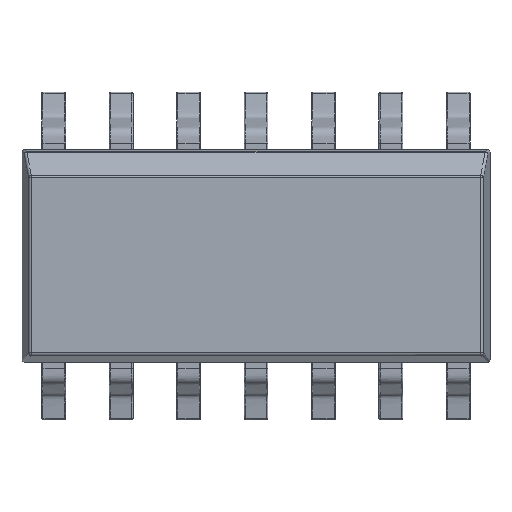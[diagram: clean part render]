
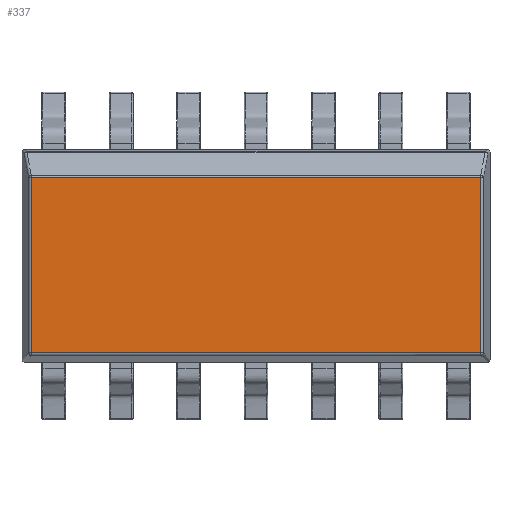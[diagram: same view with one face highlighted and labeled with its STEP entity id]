
A CAD part, top view. The second image highlights one B-rep face of the part: STEP entity #337.
In plain terms, the highlighted planar face has unit normal (0, 0, 1).
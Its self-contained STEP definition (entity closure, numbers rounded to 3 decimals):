
#337=ADVANCED_FACE('',(#967),#17378,.T.);
#967=FACE_OUTER_BOUND('',#1597,.T.);
#1597=EDGE_LOOP('',(#2276,#2277,#2278,#2279));
#2276=ORIENTED_EDGE('',*,*,#11923,.T.);
#2277=ORIENTED_EDGE('',*,*,#11924,.T.);
#2278=ORIENTED_EDGE('',*,*,#11925,.T.);
#2279=ORIENTED_EDGE('',*,*,#11926,.T.);
#5548=PCURVE('',#17378,#8098);
#5549=PCURVE('',#17378,#8099);
#5550=PCURVE('',#17378,#8100);
#5551=PCURVE('',#17378,#8101);
#5566=PCURVE('',#16926,#8116);
#5601=PCURVE('',#16935,#8151);
#5646=PCURVE('',#16946,#8196);
#5674=PCURVE('',#16953,#8224);
#8098=DEFINITIONAL_REPRESENTATION('',(#13237),#45011);
#8099=DEFINITIONAL_REPRESENTATION('',(#13239),#45011);
#8100=DEFINITIONAL_REPRESENTATION('',(#13241),#45011);
#8101=DEFINITIONAL_REPRESENTATION('',(#13243),#45011);
#8116=DEFINITIONAL_REPRESENTATION('',(#13258),#45011);
#8151=DEFINITIONAL_REPRESENTATION('',(#13293),#45011);
#8196=DEFINITIONAL_REPRESENTATION('',(#13338),#45011);
#8224=DEFINITIONAL_REPRESENTATION('',(#13366),#45011);
#10648=SURFACE_CURVE('',#13236,(#5548,#5674),.PCURVE_S1.);
#10649=SURFACE_CURVE('',#13238,(#5549,#5566),.PCURVE_S1.);
#10650=SURFACE_CURVE('',#13240,(#5550,#5646),.PCURVE_S1.);
#10651=SURFACE_CURVE('',#13242,(#5551,#5601),.PCURVE_S1.);
#11923=EDGE_CURVE('',#16301,#16302,#10648,.T.);
#11924=EDGE_CURVE('',#16302,#16304,#10649,.T.);
#11925=EDGE_CURVE('',#16304,#16303,#10650,.T.);
#11926=EDGE_CURVE('',#16303,#16301,#10651,.T.);
#13236=B_SPLINE_CURVE_WITH_KNOTS('',1,(#18310,#18311),.UNSPECIFIED.,.F.,
 .F.,(2,2),(0.042,8.504),.UNSPECIFIED.);
#13237=B_SPLINE_CURVE_WITH_KNOTS('',3,(#18312,#18313,#18314,#18315),
 .UNSPECIFIED.,.F.,.F.,(4,4),(0.042,8.504),
 .UNSPECIFIED.);
#13238=B_SPLINE_CURVE_WITH_KNOTS('',1,(#18316,#18317),.UNSPECIFIED.,.F.,
 .F.,(2,2),(0.042,3.346),.UNSPECIFIED.);
#13239=B_SPLINE_CURVE_WITH_KNOTS('',3,(#18318,#18319,#18320,#18321),
 .UNSPECIFIED.,.F.,.F.,(4,4),(0.042,3.346),
 .UNSPECIFIED.);
#13240=B_SPLINE_CURVE_WITH_KNOTS('',1,(#18322,#18323),.UNSPECIFIED.,.F.,
 .F.,(2,2),(0.042,8.504),.UNSPECIFIED.);
#13241=B_SPLINE_CURVE_WITH_KNOTS('',3,(#18324,#18325,#18326,#18327),
 .UNSPECIFIED.,.F.,.F.,(4,4),(0.042,8.504),
 .UNSPECIFIED.);
#13242=B_SPLINE_CURVE_WITH_KNOTS('',1,(#18328,#18329),.UNSPECIFIED.,.F.,
 .F.,(2,2),(-3.346,-0.042),.UNSPECIFIED.);
#13243=B_SPLINE_CURVE_WITH_KNOTS('',3,(#18330,#18331,#18332,#18333),
 .UNSPECIFIED.,.F.,.F.,(4,4),(-3.346,-0.042),
 .UNSPECIFIED.);
#13258=B_SPLINE_CURVE_WITH_KNOTS('',1,(#18383,#18384),.UNSPECIFIED.,.F.,
 .F.,(2,2),(0.042,3.346),.UNSPECIFIED.);
#13293=B_SPLINE_CURVE_WITH_KNOTS('',1,(#18507,#18508),.UNSPECIFIED.,.F.,
 .F.,(2,2),(-3.346,-0.042),.UNSPECIFIED.);
#13338=B_SPLINE_CURVE_WITH_KNOTS('',1,(#18663,#18664),.UNSPECIFIED.,.F.,
 .F.,(2,2),(0.042,8.504),.UNSPECIFIED.);
#13366=B_SPLINE_CURVE_WITH_KNOTS('',1,(#18761,#18762),.UNSPECIFIED.,.F.,
 .F.,(2,2),(0.042,8.504),.UNSPECIFIED.);
#16301=VERTEX_POINT('',#17958);
#16302=VERTEX_POINT('',#17959);
#16303=VERTEX_POINT('',#17960);
#16304=VERTEX_POINT('',#17961);
#16926=(
BOUNDED_SURFACE()
B_SPLINE_SURFACE(1,2,((#17570,#17571,#17572),(#17573,#17574,#17575)),
 .UNSPECIFIED.,.F.,.F.,.F.)
B_SPLINE_SURFACE_WITH_KNOTS((2,2),(3,3),(-1.01,4.378),
(0.,0.07),.UNSPECIFIED.)
GEOMETRIC_REPRESENTATION_ITEM()
RATIONAL_B_SPLINE_SURFACE(((1.,0.766,1.),(1.,0.766,
1.)))
REPRESENTATION_ITEM('')
SURFACE()
);
#16935=(
BOUNDED_SURFACE()
B_SPLINE_SURFACE(2,1,((#17624,#17625),(#17626,#17627),(#17628,#17629)),
 .UNSPECIFIED.,.F.,.F.,.F.)
B_SPLINE_SURFACE_WITH_KNOTS((3,3),(2,2),(0.,0.07),(-1.01,
4.378),.UNSPECIFIED.)
GEOMETRIC_REPRESENTATION_ITEM()
RATIONAL_B_SPLINE_SURFACE(((1.,1.),(0.766,0.766),
(1.,1.)))
REPRESENTATION_ITEM('')
SURFACE()
);
#16946=(
BOUNDED_SURFACE()
B_SPLINE_SURFACE(1,2,((#17690,#17691,#17692),(#17693,#17694,#17695)),
 .UNSPECIFIED.,.F.,.F.,.F.)
B_SPLINE_SURFACE_WITH_KNOTS((2,2),(3,3),(-1.01,9.546),
(0.,0.042),.UNSPECIFIED.)
GEOMETRIC_REPRESENTATION_ITEM()
RATIONAL_B_SPLINE_SURFACE(((1.,0.915,1.),(1.,0.915,
1.)))
REPRESENTATION_ITEM('')
SURFACE()
);
#16953=(
BOUNDED_SURFACE()
B_SPLINE_SURFACE(1,2,((#17732,#17733,#17734),(#17735,#17736,#17737)),
 .UNSPECIFIED.,.F.,.F.,.F.)
B_SPLINE_SURFACE_WITH_KNOTS((2,2),(3,3),(-1.,9.556),
(0.,0.07),.UNSPECIFIED.)
GEOMETRIC_REPRESENTATION_ITEM()
RATIONAL_B_SPLINE_SURFACE(((1.,0.766,1.),(1.,0.766,
1.)))
REPRESENTATION_ITEM('')
SURFACE()
);
#17378=PLANE('',#17447);
#17447=AXIS2_PLACEMENT_3D('',#17551,#17499,$);
#17499=DIRECTION('',(0.,0.,1.));
#17551=CARTESIAN_POINT('',(12.48,-1.868,2.));
#17570=CARTESIAN_POINT('',(4.28,-2.878,1.959));
#17571=CARTESIAN_POINT('',(4.273,-2.878,2.));
#17572=CARTESIAN_POINT('',(4.231,-2.878,2.));
#17573=CARTESIAN_POINT('',(4.28,2.51,1.959));
#17574=CARTESIAN_POINT('',(4.273,2.51,2.));
#17575=CARTESIAN_POINT('',(4.231,2.51,2.));
#17624=CARTESIAN_POINT('',(-4.28,-2.878,1.959));
#17625=CARTESIAN_POINT('',(-4.28,2.51,1.959));
#17626=CARTESIAN_POINT('',(-4.273,-2.878,2.));
#17627=CARTESIAN_POINT('',(-4.273,2.51,2.));
#17628=CARTESIAN_POINT('',(-4.231,-2.878,2.));
#17629=CARTESIAN_POINT('',(-4.231,2.51,2.));
#17690=CARTESIAN_POINT('',(5.283,1.515,1.984));
#17691=CARTESIAN_POINT('',(5.283,1.5,2.));
#17692=CARTESIAN_POINT('',(5.283,1.478,2.));
#17693=CARTESIAN_POINT('',(-5.273,1.515,1.984));
#17694=CARTESIAN_POINT('',(-5.273,1.5,2.));
#17695=CARTESIAN_POINT('',(-5.273,1.478,2.));
#17732=CARTESIAN_POINT('',(-5.273,-1.875,1.959));
#17733=CARTESIAN_POINT('',(-5.273,-1.868,2.));
#17734=CARTESIAN_POINT('',(-5.273,-1.826,2.));
#17735=CARTESIAN_POINT('',(5.283,-1.875,1.959));
#17736=CARTESIAN_POINT('',(5.283,-1.868,2.));
#17737=CARTESIAN_POINT('',(5.283,-1.826,2.));
#17958=CARTESIAN_POINT('',(-4.231,-1.826,2.));
#17959=CARTESIAN_POINT('',(4.231,-1.826,2.));
#17960=CARTESIAN_POINT('',(-4.231,1.478,2.));
#17961=CARTESIAN_POINT('',(4.231,1.478,2.));
#18310=CARTESIAN_POINT('',(-4.231,-1.826,2.));
#18311=CARTESIAN_POINT('',(4.231,-1.826,2.));
#18312=CARTESIAN_POINT('',(7.493,16.711));
#18313=CARTESIAN_POINT('',(7.493,13.89));
#18314=CARTESIAN_POINT('',(7.493,11.07));
#18315=CARTESIAN_POINT('',(7.493,8.249));
#18316=CARTESIAN_POINT('',(4.231,-1.826,2.));
#18317=CARTESIAN_POINT('',(4.231,1.478,2.));
#18318=CARTESIAN_POINT('',(7.493,8.249));
#18319=CARTESIAN_POINT('',(8.594,8.249));
#18320=CARTESIAN_POINT('',(9.695,8.249));
#18321=CARTESIAN_POINT('',(10.796,8.249));
#18322=CARTESIAN_POINT('',(4.231,1.478,2.));
#18323=CARTESIAN_POINT('',(-4.231,1.478,2.));
#18324=CARTESIAN_POINT('',(10.796,8.249));
#18325=CARTESIAN_POINT('',(10.796,11.07));
#18326=CARTESIAN_POINT('',(10.796,13.89));
#18327=CARTESIAN_POINT('',(10.796,16.711));
#18328=CARTESIAN_POINT('',(-4.231,1.478,2.));
#18329=CARTESIAN_POINT('',(-4.231,-1.826,2.));
#18330=CARTESIAN_POINT('',(10.796,16.711));
#18331=CARTESIAN_POINT('',(9.695,16.711));
#18332=CARTESIAN_POINT('',(8.594,16.711));
#18333=CARTESIAN_POINT('',(7.493,16.711));
#18383=CARTESIAN_POINT('',(0.042,0.07));
#18384=CARTESIAN_POINT('',(3.346,0.07));
#18507=CARTESIAN_POINT('',(0.07,3.346));
#18508=CARTESIAN_POINT('',(0.07,0.042));
#18663=CARTESIAN_POINT('',(0.042,0.042));
#18664=CARTESIAN_POINT('',(8.504,0.042));
#18761=CARTESIAN_POINT('',(0.042,0.07));
#18762=CARTESIAN_POINT('',(8.504,0.07));
#45011=(
GEOMETRIC_REPRESENTATION_CONTEXT(2)
PARAMETRIC_REPRESENTATION_CONTEXT()
REPRESENTATION_CONTEXT('pspace','')
);
